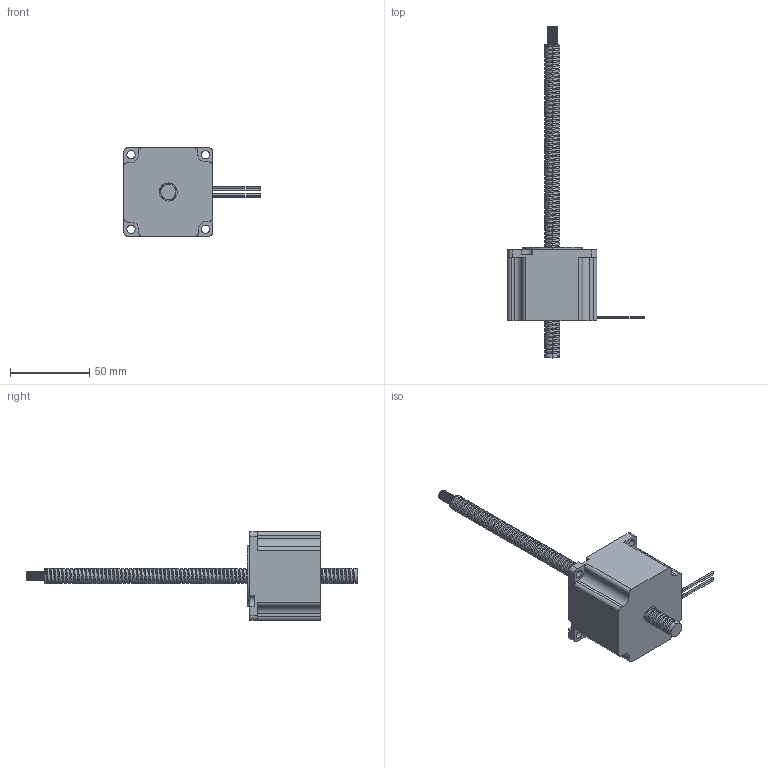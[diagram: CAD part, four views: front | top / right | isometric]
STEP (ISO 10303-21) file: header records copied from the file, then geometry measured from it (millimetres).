
FILE_DESCRIPTION(('FreeCAD Model'),'2;1');
FILE_NAME( 'MSL231xNx-4L3N0xxxx.STEP', '2018-07-27T14:31:15',('Author'),(''), 'Open CASCADE STEP processor 6.8','FreeCAD','Unknown');
FILE_SCHEMA(('AUTOMOTIVE_DESIGN_CC2 { 1 2 10303 214 -1 1 5 4 }'));
Length unit declared in the file: millimetre
Products named in the file (2): ASSEMBLY
Assembly tree (1 placements, depth 2):
  ASSEMBLY
    (unnamed)
Bounding box: 86.2 x 210 x 56.2 mm (x, y, z)
Volume: 138153 mm3; surface area: 28061.1 mm2
Topology: 1 solids, 1 shells, 250 faces, 726 edges, 484 vertices
Faces by surface type: cylinder 205, plane 40, bspline 5
Entity records: 68140 total; most frequent: CARTESIAN_POINT 56947, ORIENTED_EDGE 1452, PCURVE 1452, DEFINITIONAL_REPRESENTATION 1452, B_SPLINE_CURVE_WITH_KNOTS 1196, DIRECTION 1188, EDGE_CURVE 726, SURFACE_CURVE 726
